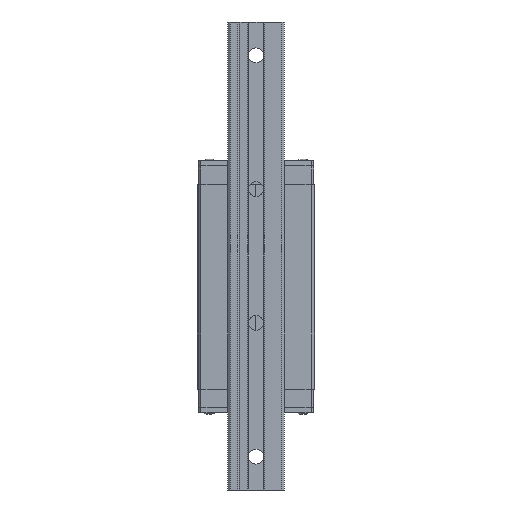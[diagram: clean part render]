
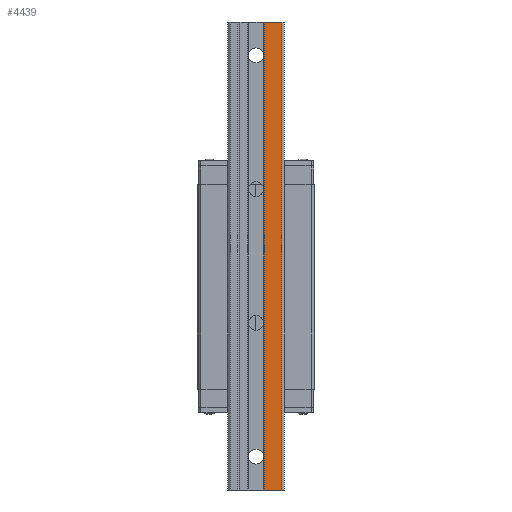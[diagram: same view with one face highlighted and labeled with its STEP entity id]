
A CAD part, front view. The second image highlights one B-rep face of the part: STEP entity #4439.
In plain terms, the highlighted planar face has unit normal (0, -1, 0).
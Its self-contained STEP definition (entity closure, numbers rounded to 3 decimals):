
#49 = ORIENTED_EDGE ( 'NONE', *, *, #6468, .T. ) ;
#303 = DIRECTION ( 'NONE',  ( 0., 0., -1. ) ) ;
#691 = EDGE_CURVE ( 'NONE', #4072, #5836, #6673, .T. ) ;
#945 = CARTESIAN_POINT ( 'NONE',  ( 32.5, 0., -280. ) ) ;
#1078 = EDGE_LOOP ( 'NONE', ( #7281, #8540, #3249, #49 ) ) ;
#1296 = DIRECTION ( 'NONE',  ( 0., -1., 0. ) ) ;
#1366 = CARTESIAN_POINT ( 'NONE',  ( 22., 0., 0. ) ) ;
#1531 = DIRECTION ( 'NONE',  ( 0., 0., 1. ) ) ;
#1876 = LINE ( 'NONE', #7592, #4888 ) ;
#1909 = VERTEX_POINT ( 'NONE', #1366 ) ;
#2258 = CARTESIAN_POINT ( 'NONE',  ( 22., 0., -280. ) ) ;
#2508 = CARTESIAN_POINT ( 'NONE',  ( 32.5, 0., -280. ) ) ;
#2740 = VERTEX_POINT ( 'NONE', #7604 ) ;
#3249 = ORIENTED_EDGE ( 'NONE', *, *, #691, .T. ) ;
#3251 = PLANE ( 'NONE',  #6330 ) ;
#3292 = DIRECTION ( 'NONE',  ( 1., 0., 0. ) ) ;
#3830 = EDGE_CURVE ( 'NONE', #4072, #1909, #1876, .T. ) ;
#4072 = VERTEX_POINT ( 'NONE', #4474 ) ;
#4123 = VECTOR ( 'NONE', #1531, 1000. ) ;
#4277 = CARTESIAN_POINT ( 'NONE',  ( 22., 0., 0. ) ) ;
#4439 = ADVANCED_FACE ( 'NONE', ( #7335 ), #3251, .T. ) ;
#4474 = CARTESIAN_POINT ( 'NONE',  ( 22., 0., -280. ) ) ;
#4693 = DIRECTION ( 'NONE',  ( 1., 0., 0. ) ) ;
#4888 = VECTOR ( 'NONE', #6594, 1000. ) ;
#5272 = LINE ( 'NONE', #4277, #9610 ) ;
#5684 = CARTESIAN_POINT ( 'NONE',  ( 22., 0., -280. ) ) ;
#5836 = VERTEX_POINT ( 'NONE', #945 ) ;
#6330 = AXIS2_PLACEMENT_3D ( 'NONE', #2258, #1296, #303 ) ;
#6468 = EDGE_CURVE ( 'NONE', #5836, #2740, #6473, .T. ) ;
#6473 = LINE ( 'NONE', #2508, #4123 ) ;
#6486 = VECTOR ( 'NONE', #4693, 1000. ) ;
#6594 = DIRECTION ( 'NONE',  ( 0., 0., 1. ) ) ;
#6673 = LINE ( 'NONE', #5684, #6486 ) ;
#7281 = ORIENTED_EDGE ( 'NONE', *, *, #9403, .F. ) ;
#7335 = FACE_OUTER_BOUND ( 'NONE', #1078, .T. ) ;
#7592 = CARTESIAN_POINT ( 'NONE',  ( 22., 0., -280. ) ) ;
#7604 = CARTESIAN_POINT ( 'NONE',  ( 32.5, 0., 0. ) ) ;
#8540 = ORIENTED_EDGE ( 'NONE', *, *, #3830, .F. ) ;
#9403 = EDGE_CURVE ( 'NONE', #1909, #2740, #5272, .T. ) ;
#9610 = VECTOR ( 'NONE', #3292, 1000. ) ;
